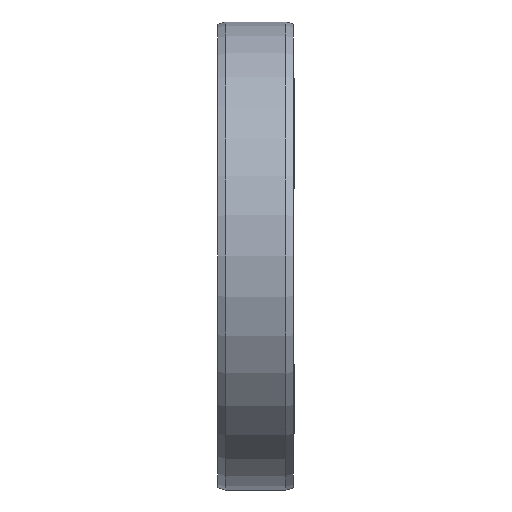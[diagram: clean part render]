
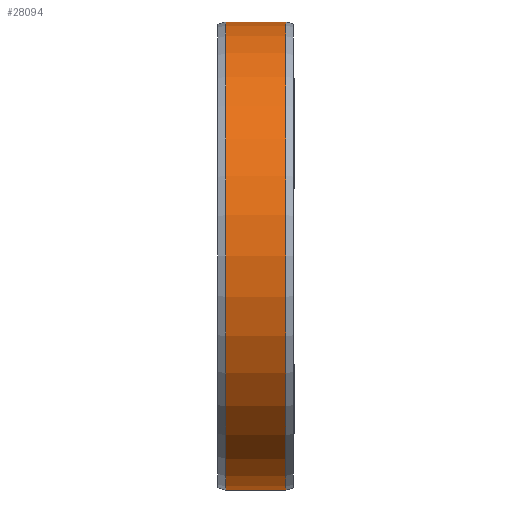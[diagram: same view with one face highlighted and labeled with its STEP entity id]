
A CAD part, left-side view. The second image highlights one B-rep face of the part: STEP entity #28094.
In plain terms, the highlighted cylindrical face has radius 31 mm (diameter 62 mm), a partial arc.
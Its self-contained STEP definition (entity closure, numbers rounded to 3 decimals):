
#27081=CARTESIAN_POINT('',(0.,-4.,0.));
#27082=DIRECTION('',(0.,1.,0.));
#27083=DIRECTION('',(0.,0.,-1.));
#27084=AXIS2_PLACEMENT_3D('',#27081,#27082,#27083);
#27089=DIRECTION('',(0.,1.,0.));
#27090=VECTOR('',#27089,8.);
#27091=CARTESIAN_POINT('',(0.,-4.,-31.));
#27092=LINE('',#27091,#27090);
#27104=DIRECTION('',(0.,1.,0.));
#27105=VECTOR('',#27104,8.);
#27106=CARTESIAN_POINT('',(0.,-4.,31.));
#27107=LINE('',#27106,#27105);
#27455=CARTESIAN_POINT('',(0.,4.,0.));
#27456=DIRECTION('',(0.,1.,0.));
#27457=DIRECTION('',(0.,0.,-1.));
#27458=AXIS2_PLACEMENT_3D('',#27455,#27456,#27457);
#27992=CARTESIAN_POINT('',(0.,-4.,-31.));
#27994=VERTEX_POINT('',#27992);
#27995=CARTESIAN_POINT('',(0.,4.,-31.));
#27996=VERTEX_POINT('',#27995);
#28022=CARTESIAN_POINT('',(0.,-4.,31.));
#28024=VERTEX_POINT('',#28022);
#28025=CARTESIAN_POINT('',(0.,4.,31.));
#28026=VERTEX_POINT('',#28025);
#28079=CARTESIAN_POINT('',(0.,-5.5,0.));
#28080=DIRECTION('',(0.,1.,0.));
#28081=DIRECTION('',(0.,0.,-1.));
#28082=AXIS2_PLACEMENT_3D('',#28079,#28080,#28081);
#28083=CYLINDRICAL_SURFACE('',#28082,31.);
#28085=ORIENTED_EDGE('',*,*,#28084,.T.);
#28087=ORIENTED_EDGE('',*,*,#28086,.T.);
#28089=ORIENTED_EDGE('',*,*,#28088,.F.);
#28091=ORIENTED_EDGE('',*,*,#28090,.F.);
#28092=EDGE_LOOP('',(#28085,#28087,#28089,#28091));
#28093=FACE_OUTER_BOUND('',#28092,.F.);
#27085=CIRCLE('',#27084,31.);
#27459=CIRCLE('',#27458,31.);
#28084=EDGE_CURVE('',#27994,#27996,#27092,.T.);
#28086=EDGE_CURVE('',#27996,#28026,#27459,.T.);
#28088=EDGE_CURVE('',#28024,#28026,#27107,.T.);
#28090=EDGE_CURVE('',#27994,#28024,#27085,.T.);
#28094=ADVANCED_FACE('',(#28093),#28083,.T.);
